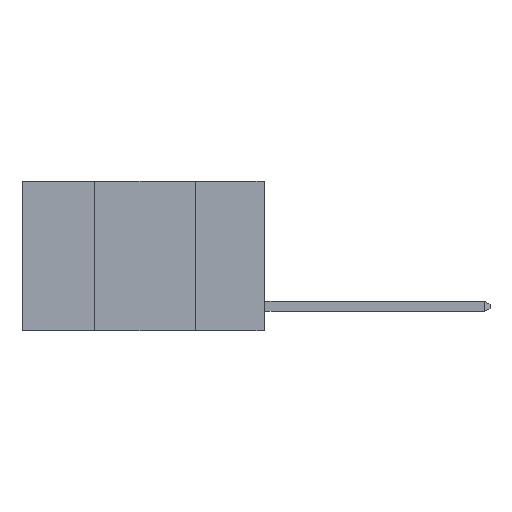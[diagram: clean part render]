
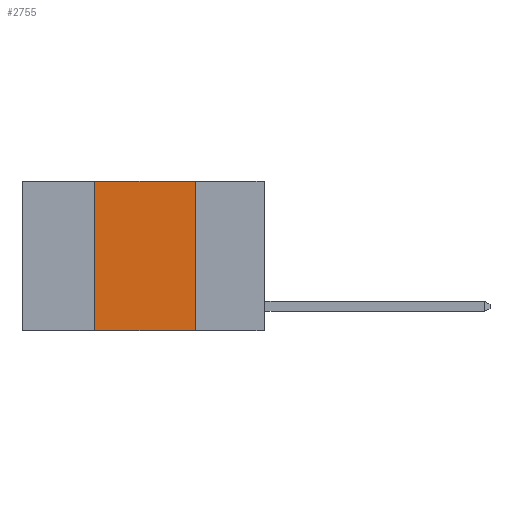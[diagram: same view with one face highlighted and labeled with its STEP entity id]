
A CAD part, left-side view. The second image highlights one B-rep face of the part: STEP entity #2755.
In plain terms, the highlighted planar face has unit normal (-1, 0, 0).
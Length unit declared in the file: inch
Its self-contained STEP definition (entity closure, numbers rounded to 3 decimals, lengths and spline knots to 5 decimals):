
#595 = CARTESIAN_POINT ( 'NONE',  ( 0., 0.17, 0. ) ) ;
#670 = DIRECTION ( 'NONE',  ( 0., 0., -1. ) ) ;
#988 = VECTOR ( 'NONE', #8568, 39.37008 ) ;
#995 = LINE ( 'NONE', #3852, #988 ) ;
#1149 = CARTESIAN_POINT ( 'NONE',  ( 0., 0.17, -0.37 ) ) ;
#1364 = LINE ( 'NONE', #4069, #7864 ) ;
#1665 = LINE ( 'NONE', #5710, #8132 ) ;
#1757 = DIRECTION ( 'NONE',  ( 1., 0., 0. ) ) ;
#2185 = VERTEX_POINT ( 'NONE', #2720 ) ;
#2682 = ORIENTED_EDGE ( 'NONE', *, *, #9433, .F. ) ;
#2720 = CARTESIAN_POINT ( 'NONE',  ( 0., 0.42, -0.37 ) ) ;
#2755 = ADVANCED_FACE ( 'NONE', ( #7792 ), #6059, .F. ) ;
#3150 = ORIENTED_EDGE ( 'NONE', *, *, #3687, .F. ) ;
#3687 = EDGE_CURVE ( 'NONE', #5076, #10336, #995, .T. ) ;
#3745 = DIRECTION ( 'NONE',  ( 0., -1., 0. ) ) ;
#3852 = CARTESIAN_POINT ( 'NONE',  ( 0., 0.6, 0. ) ) ;
#3899 = AXIS2_PLACEMENT_3D ( 'NONE', #6243, #1757, #5304 ) ;
#4069 = CARTESIAN_POINT ( 'NONE',  ( 0., 0.6, -0.37 ) ) ;
#4202 = LINE ( 'NONE', #595, #10252 ) ;
#5076 = VERTEX_POINT ( 'NONE', #7265 ) ;
#5304 = DIRECTION ( 'NONE',  ( 0., 0., -1. ) ) ;
#5710 = CARTESIAN_POINT ( 'NONE',  ( 0., 0.42, 0. ) ) ;
#5803 = DIRECTION ( 'NONE',  ( 0., 0., 1. ) ) ;
#5916 = ORIENTED_EDGE ( 'NONE', *, *, #9855, .T. ) ;
#6032 = ORIENTED_EDGE ( 'NONE', *, *, #9258, .F. ) ;
#6059 = PLANE ( 'NONE',  #3899 ) ;
#6243 = CARTESIAN_POINT ( 'NONE',  ( 0., 0.6, 0. ) ) ;
#7265 = CARTESIAN_POINT ( 'NONE',  ( 0., 0.42, 0. ) ) ;
#7792 = FACE_OUTER_BOUND ( 'NONE', #7896, .T. ) ;
#7864 = VECTOR ( 'NONE', #3745, 39.37008 ) ;
#7896 = EDGE_LOOP ( 'NONE', ( #6032, #3150, #2682, #5916 ) ) ;
#8132 = VECTOR ( 'NONE', #5803, 39.37008 ) ;
#8386 = CARTESIAN_POINT ( 'NONE',  ( 0., 0.17, 0. ) ) ;
#8568 = DIRECTION ( 'NONE',  ( 0., -1., 0. ) ) ;
#9225 = VERTEX_POINT ( 'NONE', #1149 ) ;
#9258 = EDGE_CURVE ( 'NONE', #10336, #9225, #4202, .T. ) ;
#9433 = EDGE_CURVE ( 'NONE', #2185, #5076, #1665, .T. ) ;
#9855 = EDGE_CURVE ( 'NONE', #2185, #9225, #1364, .T. ) ;
#10252 = VECTOR ( 'NONE', #670, 39.37008 ) ;
#10336 = VERTEX_POINT ( 'NONE', #8386 ) ;
